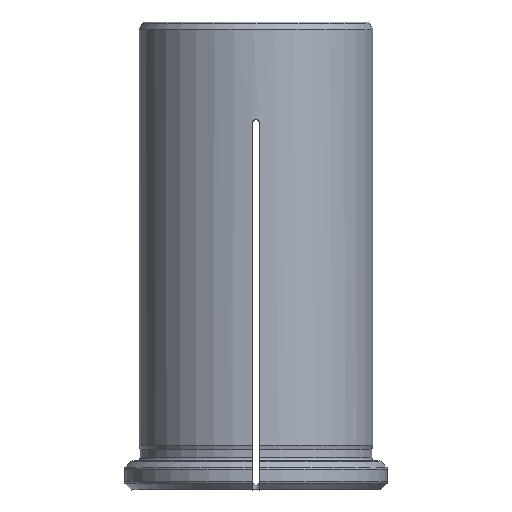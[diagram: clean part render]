
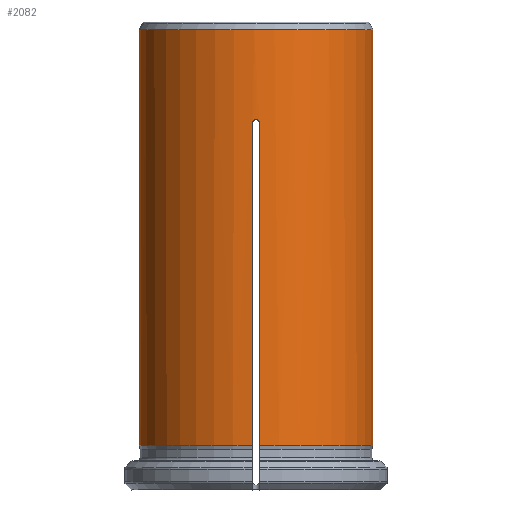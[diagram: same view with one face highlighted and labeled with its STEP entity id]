
A CAD part, front view. The second image highlights one B-rep face of the part: STEP entity #2082.
In plain terms, the highlighted cylindrical face has radius 16 mm (diameter 32 mm), a full revolution.
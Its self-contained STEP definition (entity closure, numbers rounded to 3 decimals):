
#104=CIRCLE('',#2198,16.);
#105=CIRCLE('',#2199,16.);
#106=CIRCLE('',#2200,16.);
#107=CIRCLE('',#2201,16.);
#108=CIRCLE('',#2202,16.);
#174=B_SPLINE_CURVE_WITH_KNOTS('',3,(#2955,#2956,#2957,#2958,#2959,#2960,
#2961),.UNSPECIFIED.,.F.,.F.,(4,1,1,1,4),(-0.001,0.,
0.,0.,0.001),
 .UNSPECIFIED.);
#175=B_SPLINE_CURVE_WITH_KNOTS('',3,(#2970,#2971,#2972,#2973,#2974,#2975,
#2976),.UNSPECIFIED.,.F.,.F.,(4,1,1,1,4),(-0.001,0.,
0.,0.,0.001),
 .UNSPECIFIED.);
#176=B_SPLINE_CURVE_WITH_KNOTS('',3,(#2984,#2985,#2986,#2987,#2988,#2989,
#2990),.UNSPECIFIED.,.F.,.F.,(4,1,1,1,4),(-0.001,0.,
0.,0.,0.001),
 .UNSPECIFIED.);
#177=B_SPLINE_CURVE_WITH_KNOTS('',3,(#2998,#2999,#3000,#3001,#3002,#3003,
#3004),.UNSPECIFIED.,.F.,.F.,(4,1,1,1,4),(-0.001,0.,
0.,0.,0.001),
 .UNSPECIFIED.);
#326=ORIENTED_EDGE('',*,*,#799,.F.);
#327=ORIENTED_EDGE('',*,*,#800,.F.);
#328=ORIENTED_EDGE('',*,*,#801,.F.);
#329=ORIENTED_EDGE('',*,*,#802,.F.);
#330=ORIENTED_EDGE('',*,*,#803,.T.);
#331=ORIENTED_EDGE('',*,*,#804,.F.);
#332=ORIENTED_EDGE('',*,*,#805,.F.);
#333=ORIENTED_EDGE('',*,*,#806,.F.);
#334=ORIENTED_EDGE('',*,*,#807,.T.);
#335=ORIENTED_EDGE('',*,*,#808,.F.);
#336=ORIENTED_EDGE('',*,*,#809,.F.);
#337=ORIENTED_EDGE('',*,*,#810,.F.);
#338=ORIENTED_EDGE('',*,*,#811,.T.);
#339=ORIENTED_EDGE('',*,*,#812,.F.);
#340=ORIENTED_EDGE('',*,*,#813,.F.);
#341=ORIENTED_EDGE('',*,*,#814,.F.);
#342=ORIENTED_EDGE('',*,*,#815,.T.);
#799=EDGE_CURVE('',#1029,#1029,#104,.F.);
#800=EDGE_CURVE('',#1030,#1031,#174,.T.);
#801=EDGE_CURVE('',#1032,#1030,#1154,.T.);
#802=EDGE_CURVE('',#1033,#1032,#105,.F.);
#803=EDGE_CURVE('',#1033,#1034,#1155,.T.);
#804=EDGE_CURVE('',#1035,#1034,#175,.T.);
#805=EDGE_CURVE('',#1036,#1035,#1156,.T.);
#806=EDGE_CURVE('',#1037,#1036,#106,.F.);
#807=EDGE_CURVE('',#1037,#1038,#1157,.T.);
#808=EDGE_CURVE('',#1039,#1038,#176,.T.);
#809=EDGE_CURVE('',#1040,#1039,#1158,.T.);
#810=EDGE_CURVE('',#1041,#1040,#107,.F.);
#811=EDGE_CURVE('',#1041,#1042,#1159,.T.);
#812=EDGE_CURVE('',#1043,#1042,#177,.T.);
#813=EDGE_CURVE('',#1044,#1043,#1160,.T.);
#814=EDGE_CURVE('',#1045,#1044,#108,.F.);
#815=EDGE_CURVE('',#1045,#1031,#1161,.T.);
#1029=VERTEX_POINT('',#2954);
#1030=VERTEX_POINT('',#2962);
#1031=VERTEX_POINT('',#2963);
#1032=VERTEX_POINT('',#2965);
#1033=VERTEX_POINT('',#2967);
#1034=VERTEX_POINT('',#2969);
#1035=VERTEX_POINT('',#2977);
#1036=VERTEX_POINT('',#2979);
#1037=VERTEX_POINT('',#2981);
#1038=VERTEX_POINT('',#2983);
#1039=VERTEX_POINT('',#2991);
#1040=VERTEX_POINT('',#2993);
#1041=VERTEX_POINT('',#2995);
#1042=VERTEX_POINT('',#2997);
#1043=VERTEX_POINT('',#3005);
#1044=VERTEX_POINT('',#3007);
#1045=VERTEX_POINT('',#3009);
#1154=LINE('',#2964,#1226);
#1155=LINE('',#2968,#1227);
#1156=LINE('',#2978,#1228);
#1157=LINE('',#2982,#1229);
#1158=LINE('',#2992,#1230);
#1159=LINE('',#2996,#1231);
#1160=LINE('',#3006,#1232);
#1161=LINE('',#3010,#1233);
#1226=VECTOR('',#2425,1000.);
#1227=VECTOR('',#2428,1000.);
#1228=VECTOR('',#2429,1000.);
#1229=VECTOR('',#2432,1000.);
#1230=VECTOR('',#2433,1000.);
#1231=VECTOR('',#2436,1000.);
#1232=VECTOR('',#2437,1000.);
#1233=VECTOR('',#2440,1000.);
#1290=EDGE_LOOP('',(#326));
#1291=EDGE_LOOP('',(#327,#328,#329,#330,#331,#332,#333,#334,#335,#336,#337,
#338,#339,#340,#341,#342));
#1384=FACE_BOUND('',#1290,.T.);
#1385=FACE_BOUND('',#1291,.T.);
#1466=CYLINDRICAL_SURFACE('',#2197,16.);
#2082=ADVANCED_FACE('',(#1384,#1385),#1466,.T.);
#2197=AXIS2_PLACEMENT_3D('',#2952,#2421,#2422);
#2198=AXIS2_PLACEMENT_3D('',#2953,#2423,#2424);
#2199=AXIS2_PLACEMENT_3D('',#2966,#2426,#2427);
#2200=AXIS2_PLACEMENT_3D('',#2980,#2430,#2431);
#2201=AXIS2_PLACEMENT_3D('',#2994,#2434,#2435);
#2202=AXIS2_PLACEMENT_3D('',#3008,#2438,#2439);
#2421=DIRECTION('',(0.,0.,1.));
#2422=DIRECTION('',(1.,0.,0.));
#2423=DIRECTION('',(0.,0.,-1.));
#2424=DIRECTION('',(-1.,0.,0.));
#2425=DIRECTION('',(0.,0.,1.));
#2426=DIRECTION('',(0.,0.,1.));
#2427=DIRECTION('',(1.,0.,0.));
#2428=DIRECTION('',(0.,0.,1.));
#2429=DIRECTION('',(0.,0.,1.));
#2430=DIRECTION('',(0.,0.,1.));
#2431=DIRECTION('',(1.,0.,0.));
#2432=DIRECTION('',(0.,0.,1.));
#2433=DIRECTION('',(0.,0.,1.));
#2434=DIRECTION('',(0.,0.,1.));
#2435=DIRECTION('',(1.,0.,0.));
#2436=DIRECTION('',(0.,0.,1.));
#2437=DIRECTION('',(0.,0.,1.));
#2438=DIRECTION('',(0.,0.,1.));
#2439=DIRECTION('',(1.,0.,0.));
#2440=DIRECTION('',(0.,0.,1.));
#2952=CARTESIAN_POINT('',(0.,0.,60.));
#2953=CARTESIAN_POINT('',(0.,0.,58.973));
#2954=CARTESIAN_POINT('',(-16.,0.,58.973));
#2955=CARTESIAN_POINT('',(0.5,-15.992,46.141));
#2956=CARTESIAN_POINT('',(0.5,-15.992,46.273));
#2957=CARTESIAN_POINT('',(0.392,-15.996,46.532));
#2958=CARTESIAN_POINT('',(0.,-16.002,46.695));
#2959=CARTESIAN_POINT('',(-0.392,-15.996,46.532));
#2960=CARTESIAN_POINT('',(-0.5,-15.992,46.273));
#2961=CARTESIAN_POINT('',(-0.5,-15.992,46.141));
#2962=CARTESIAN_POINT('',(0.5,-15.992,46.141));
#2963=CARTESIAN_POINT('',(-0.5,-15.992,46.141));
#2964=CARTESIAN_POINT('',(0.5,-15.992,60.));
#2965=CARTESIAN_POINT('',(0.5,-15.992,2.127));
#2966=CARTESIAN_POINT('',(0.,0.,2.127));
#2967=CARTESIAN_POINT('',(15.992,-0.5,2.127));
#2968=CARTESIAN_POINT('',(15.992,-0.5,60.));
#2969=CARTESIAN_POINT('',(15.992,-0.5,46.141));
#2970=CARTESIAN_POINT('',(15.992,0.5,46.141));
#2971=CARTESIAN_POINT('',(15.992,0.5,46.273));
#2972=CARTESIAN_POINT('',(15.996,0.392,46.532));
#2973=CARTESIAN_POINT('',(16.002,0.,46.695));
#2974=CARTESIAN_POINT('',(15.996,-0.392,46.532));
#2975=CARTESIAN_POINT('',(15.992,-0.5,46.273));
#2976=CARTESIAN_POINT('',(15.992,-0.5,46.141));
#2977=CARTESIAN_POINT('',(15.992,0.5,46.141));
#2978=CARTESIAN_POINT('',(15.992,0.5,60.));
#2979=CARTESIAN_POINT('',(15.992,0.5,2.127));
#2980=CARTESIAN_POINT('',(0.,0.,2.127));
#2981=CARTESIAN_POINT('',(0.5,15.992,2.127));
#2982=CARTESIAN_POINT('',(0.5,15.992,60.));
#2983=CARTESIAN_POINT('',(0.5,15.992,46.141));
#2984=CARTESIAN_POINT('',(-0.5,15.992,46.141));
#2985=CARTESIAN_POINT('',(-0.5,15.992,46.273));
#2986=CARTESIAN_POINT('',(-0.392,15.996,46.532));
#2987=CARTESIAN_POINT('',(0.,16.002,46.695));
#2988=CARTESIAN_POINT('',(0.392,15.996,46.532));
#2989=CARTESIAN_POINT('',(0.5,15.992,46.273));
#2990=CARTESIAN_POINT('',(0.5,15.992,46.141));
#2991=CARTESIAN_POINT('',(-0.5,15.992,46.141));
#2992=CARTESIAN_POINT('',(-0.5,15.992,60.));
#2993=CARTESIAN_POINT('',(-0.5,15.992,2.127));
#2994=CARTESIAN_POINT('',(0.,0.,2.127));
#2995=CARTESIAN_POINT('',(-15.992,0.5,2.127));
#2996=CARTESIAN_POINT('',(-15.992,0.5,60.));
#2997=CARTESIAN_POINT('',(-15.992,0.5,46.141));
#2998=CARTESIAN_POINT('',(-15.992,-0.5,46.141));
#2999=CARTESIAN_POINT('',(-15.992,-0.5,46.273));
#3000=CARTESIAN_POINT('',(-15.996,-0.392,46.532));
#3001=CARTESIAN_POINT('',(-16.002,0.,46.695));
#3002=CARTESIAN_POINT('',(-15.996,0.392,46.532));
#3003=CARTESIAN_POINT('',(-15.992,0.5,46.273));
#3004=CARTESIAN_POINT('',(-15.992,0.5,46.141));
#3005=CARTESIAN_POINT('',(-15.992,-0.5,46.141));
#3006=CARTESIAN_POINT('',(-15.992,-0.5,60.));
#3007=CARTESIAN_POINT('',(-15.992,-0.5,2.127));
#3008=CARTESIAN_POINT('',(0.,0.,2.127));
#3009=CARTESIAN_POINT('',(-0.5,-15.992,2.127));
#3010=CARTESIAN_POINT('',(-0.5,-15.992,60.));
